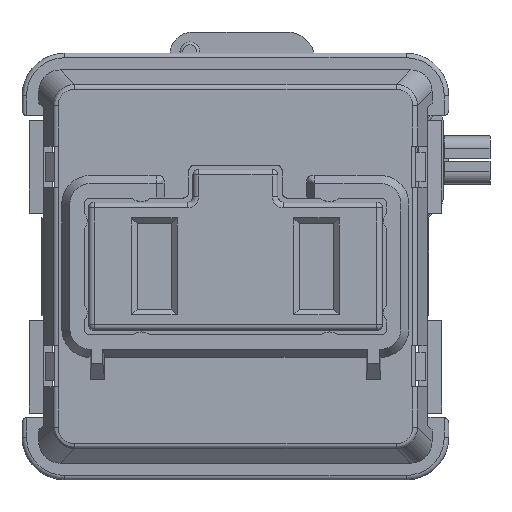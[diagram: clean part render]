
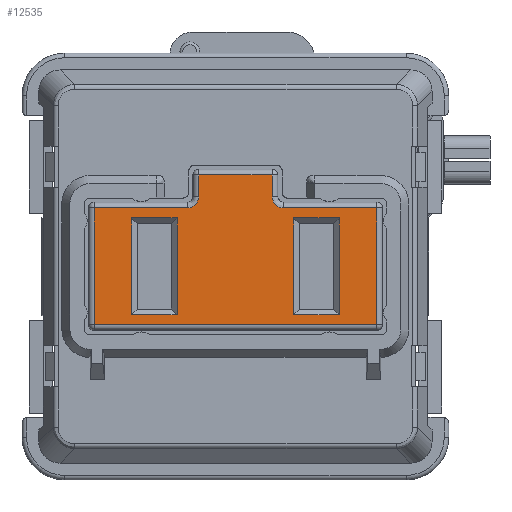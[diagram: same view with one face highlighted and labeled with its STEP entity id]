
A CAD part, top view. The second image highlights one B-rep face of the part: STEP entity #12535.
In plain terms, the highlighted planar face has unit normal (0, 0, 1).
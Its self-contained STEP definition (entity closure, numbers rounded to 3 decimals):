
#29=(
BOUNDED_CURVE()
B_SPLINE_CURVE(3,(#19859,#19860,#19861,#19862,#19863),.UNSPECIFIED.,.F.,
 .F.)
B_SPLINE_CURVE_WITH_KNOTS((4,1,4),(0.,0.314,0.628),
 .UNSPECIFIED.)
CURVE()
GEOMETRIC_REPRESENTATION_ITEM()
RATIONAL_B_SPLINE_CURVE((1.,1.,1.,1.,1.))
REPRESENTATION_ITEM('')
);
#30=(
BOUNDED_CURVE()
B_SPLINE_CURVE(3,(#19871,#19872,#19873,#19874,#19875),.UNSPECIFIED.,.F.,
 .F.)
B_SPLINE_CURVE_WITH_KNOTS((4,1,4),(0.,0.314,0.628),
 .UNSPECIFIED.)
CURVE()
GEOMETRIC_REPRESENTATION_ITEM()
RATIONAL_B_SPLINE_CURVE((1.,1.,1.,1.,1.))
REPRESENTATION_ITEM('')
);
#83=FACE_BOUND('',#2052,.T.);
#84=FACE_BOUND('',#2053,.T.);
#746=PLANE('',#13436);
#1326=FACE_OUTER_BOUND('',#2051,.T.);
#2051=EDGE_LOOP('',(#9875,#9876,#9877,#9878,#9879,#9880,#9881,#9882,#9883,
#9884));
#2052=EDGE_LOOP('',(#9885,#9886,#9887,#9888));
#2053=EDGE_LOOP('',(#9889,#9890,#9891,#9892));
#3002=LINE('',#19851,#4384);
#3003=LINE('',#19853,#4385);
#3004=LINE('',#19855,#4386);
#3005=LINE('',#19857,#4387);
#3006=LINE('',#19865,#4388);
#3007=LINE('',#19867,#4389);
#3008=LINE('',#19869,#4390);
#3009=LINE('',#19876,#4391);
#3010=LINE('',#19879,#4392);
#3011=LINE('',#19881,#4393);
#3012=LINE('',#19883,#4394);
#3013=LINE('',#19884,#4395);
#3014=LINE('',#19887,#4396);
#3015=LINE('',#19889,#4397);
#3016=LINE('',#19891,#4398);
#3017=LINE('',#19892,#4399);
#4384=VECTOR('',#15452,10.);
#4385=VECTOR('',#15453,10.);
#4386=VECTOR('',#15454,10.);
#4387=VECTOR('',#15455,10.);
#4388=VECTOR('',#15456,10.);
#4389=VECTOR('',#15457,10.);
#4390=VECTOR('',#15458,10.);
#4391=VECTOR('',#15459,10.);
#4392=VECTOR('',#15460,10.);
#4393=VECTOR('',#15461,10.);
#4394=VECTOR('',#15462,10.);
#4395=VECTOR('',#15463,10.);
#4396=VECTOR('',#15464,10.);
#4397=VECTOR('',#15465,10.);
#4398=VECTOR('',#15466,10.);
#4399=VECTOR('',#15467,10.);
#5797=VERTEX_POINT('',#19849);
#5798=VERTEX_POINT('',#19850);
#5799=VERTEX_POINT('',#19852);
#5800=VERTEX_POINT('',#19854);
#5801=VERTEX_POINT('',#19856);
#5802=VERTEX_POINT('',#19858);
#5803=VERTEX_POINT('',#19864);
#5804=VERTEX_POINT('',#19866);
#5805=VERTEX_POINT('',#19868);
#5806=VERTEX_POINT('',#19870);
#5807=VERTEX_POINT('',#19877);
#5808=VERTEX_POINT('',#19878);
#5809=VERTEX_POINT('',#19880);
#5810=VERTEX_POINT('',#19882);
#5811=VERTEX_POINT('',#19885);
#5812=VERTEX_POINT('',#19886);
#5813=VERTEX_POINT('',#19888);
#5814=VERTEX_POINT('',#19890);
#7254=EDGE_CURVE('',#5797,#5798,#3002,.T.);
#7255=EDGE_CURVE('',#5799,#5797,#3003,.T.);
#7256=EDGE_CURVE('',#5800,#5799,#3004,.T.);
#7257=EDGE_CURVE('',#5801,#5800,#3005,.T.);
#7258=EDGE_CURVE('',#5801,#5802,#29,.T.);
#7259=EDGE_CURVE('',#5803,#5802,#3006,.T.);
#7260=EDGE_CURVE('',#5804,#5803,#3007,.T.);
#7261=EDGE_CURVE('',#5805,#5804,#3008,.T.);
#7262=EDGE_CURVE('',#5805,#5806,#30,.T.);
#7263=EDGE_CURVE('',#5798,#5806,#3009,.T.);
#7264=EDGE_CURVE('',#5807,#5808,#3010,.T.);
#7265=EDGE_CURVE('',#5808,#5809,#3011,.T.);
#7266=EDGE_CURVE('',#5809,#5810,#3012,.T.);
#7267=EDGE_CURVE('',#5810,#5807,#3013,.T.);
#7268=EDGE_CURVE('',#5811,#5812,#3014,.T.);
#7269=EDGE_CURVE('',#5812,#5813,#3015,.T.);
#7270=EDGE_CURVE('',#5813,#5814,#3016,.T.);
#7271=EDGE_CURVE('',#5814,#5811,#3017,.T.);
#9875=ORIENTED_EDGE('',*,*,#7254,.F.);
#9876=ORIENTED_EDGE('',*,*,#7255,.F.);
#9877=ORIENTED_EDGE('',*,*,#7256,.F.);
#9878=ORIENTED_EDGE('',*,*,#7257,.F.);
#9879=ORIENTED_EDGE('',*,*,#7258,.T.);
#9880=ORIENTED_EDGE('',*,*,#7259,.F.);
#9881=ORIENTED_EDGE('',*,*,#7260,.F.);
#9882=ORIENTED_EDGE('',*,*,#7261,.F.);
#9883=ORIENTED_EDGE('',*,*,#7262,.T.);
#9884=ORIENTED_EDGE('',*,*,#7263,.F.);
#9885=ORIENTED_EDGE('',*,*,#7264,.T.);
#9886=ORIENTED_EDGE('',*,*,#7265,.T.);
#9887=ORIENTED_EDGE('',*,*,#7266,.T.);
#9888=ORIENTED_EDGE('',*,*,#7267,.T.);
#9889=ORIENTED_EDGE('',*,*,#7268,.T.);
#9890=ORIENTED_EDGE('',*,*,#7269,.T.);
#9891=ORIENTED_EDGE('',*,*,#7270,.T.);
#9892=ORIENTED_EDGE('',*,*,#7271,.T.);
#12535=ADVANCED_FACE('',(#1326,#83,#84),#746,.T.);
#13436=AXIS2_PLACEMENT_3D('',#19848,#15450,#15451);
#15450=DIRECTION('center_axis',(0.,0.,
1.));
#15451=DIRECTION('ref_axis',(1.,0.,0.));
#15452=DIRECTION('',(0.,1.,0.));
#15453=DIRECTION('',(-1.,0.,0.));
#15454=DIRECTION('',(0.,-1.,0.));
#15455=DIRECTION('',(1.,0.,0.));
#15456=DIRECTION('',(0.,-1.,0.));
#15457=DIRECTION('',(1.,0.,0.));
#15458=DIRECTION('',(0.,1.,0.));
#15459=DIRECTION('',(1.,0.,0.));
#15460=DIRECTION('',(1.,0.,0.));
#15461=DIRECTION('',(0.,-1.,0.));
#15462=DIRECTION('',(-1.,0.,0.));
#15463=DIRECTION('',(0.,1.,0.));
#15464=DIRECTION('',(0.,-1.,0.));
#15465=DIRECTION('',(-1.,0.,0.));
#15466=DIRECTION('',(0.,1.,0.));
#15467=DIRECTION('',(1.,0.,0.));
#19848=CARTESIAN_POINT('Origin',(4.966,5.962,7.996));
#19849=CARTESIAN_POINT('',(-4.966,0.699,7.996));
#19850=CARTESIAN_POINT('',(-4.966,4.805,7.996));
#19851=CARTESIAN_POINT('',(-4.966,0.699,7.996));
#19852=CARTESIAN_POINT('',(4.966,0.699,7.996));
#19853=CARTESIAN_POINT('',(4.966,0.699,7.996));
#19854=CARTESIAN_POINT('',(4.966,4.805,7.996));
#19855=CARTESIAN_POINT('',(4.966,4.805,7.996));
#19856=CARTESIAN_POINT('',(1.692,4.805,7.996));
#19857=CARTESIAN_POINT('',(1.692,4.805,7.996));
#19858=CARTESIAN_POINT('',(1.292,5.205,7.996));
#19859=CARTESIAN_POINT('Ctrl Pts',(1.692,4.805,7.996));
#19860=CARTESIAN_POINT('Ctrl Pts',(1.587,4.804,7.996));
#19861=CARTESIAN_POINT('Ctrl Pts',(1.379,4.892,7.996));
#19862=CARTESIAN_POINT('Ctrl Pts',(1.291,5.1,7.996));
#19863=CARTESIAN_POINT('Ctrl Pts',(1.292,5.205,7.996));
#19864=CARTESIAN_POINT('',(1.292,5.962,7.996));
#19865=CARTESIAN_POINT('',(1.292,5.962,7.996));
#19866=CARTESIAN_POINT('',(-1.292,5.962,7.996));
#19867=CARTESIAN_POINT('',(-1.292,5.962,7.996));
#19868=CARTESIAN_POINT('',(-1.292,5.205,7.996));
#19869=CARTESIAN_POINT('',(-1.292,5.205,7.996));
#19870=CARTESIAN_POINT('',(-1.692,4.805,7.996));
#19871=CARTESIAN_POINT('Ctrl Pts',(-1.292,5.205,7.996));
#19872=CARTESIAN_POINT('Ctrl Pts',(-1.291,5.1,7.996));
#19873=CARTESIAN_POINT('Ctrl Pts',(-1.379,4.892,7.996));
#19874=CARTESIAN_POINT('Ctrl Pts',(-1.587,4.804,7.996));
#19875=CARTESIAN_POINT('Ctrl Pts',(-1.692,4.805,7.996));
#19876=CARTESIAN_POINT('',(-4.966,4.805,7.996));
#19877=CARTESIAN_POINT('',(2.05,4.452,7.996));
#19878=CARTESIAN_POINT('',(3.65,4.452,7.996));
#19879=CARTESIAN_POINT('',(2.05,4.452,7.996));
#19880=CARTESIAN_POINT('',(3.65,1.052,7.996));
#19881=CARTESIAN_POINT('',(3.65,4.452,7.996));
#19882=CARTESIAN_POINT('',(2.05,1.052,7.996));
#19883=CARTESIAN_POINT('',(3.65,1.052,7.996));
#19884=CARTESIAN_POINT('',(2.05,1.052,7.996));
#19885=CARTESIAN_POINT('',(-2.05,4.452,7.996));
#19886=CARTESIAN_POINT('',(-2.05,1.052,7.996));
#19887=CARTESIAN_POINT('',(-2.05,4.452,7.996));
#19888=CARTESIAN_POINT('',(-3.65,1.052,7.996));
#19889=CARTESIAN_POINT('',(-2.05,1.052,7.996));
#19890=CARTESIAN_POINT('',(-3.65,4.452,7.996));
#19891=CARTESIAN_POINT('',(-3.65,1.052,7.996));
#19892=CARTESIAN_POINT('',(-3.65,4.452,7.996));
